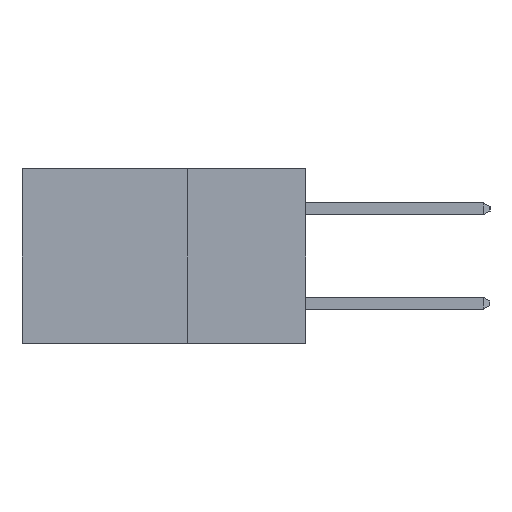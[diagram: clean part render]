
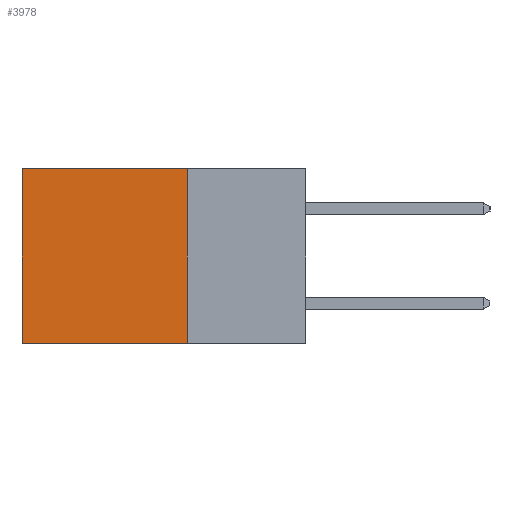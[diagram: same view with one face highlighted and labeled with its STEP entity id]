
A CAD part, left-side view. The second image highlights one B-rep face of the part: STEP entity #3978.
In plain terms, the highlighted planar face has unit normal (-1, 0, 0).
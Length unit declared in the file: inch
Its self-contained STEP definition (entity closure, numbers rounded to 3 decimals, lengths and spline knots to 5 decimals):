
#821 = CARTESIAN_POINT ( 'NONE',  ( 0.2615, 0.25, -0.37 ) ) ;
#2082 = LINE ( 'NONE', #5713, #14192 ) ;
#2993 = VERTEX_POINT ( 'NONE', #12409 ) ;
#3110 = ORIENTED_EDGE ( 'NONE', *, *, #6486, .F. ) ;
#3146 = CARTESIAN_POINT ( 'NONE',  ( 0.2615, 0.25, 0. ) ) ;
#3345 = DIRECTION ( 'NONE',  ( 0., 0., -1. ) ) ;
#3571 = CARTESIAN_POINT ( 'NONE',  ( 0.2615, 0.25, -0.37 ) ) ;
#3897 = AXIS2_PLACEMENT_3D ( 'NONE', #3571, #21441, #3345 ) ;
#3978 = ADVANCED_FACE ( 'NONE', ( #19362 ), #14318, .F. ) ;
#5161 = VERTEX_POINT ( 'NONE', #3146 ) ;
#5679 = VECTOR ( 'NONE', #7968, 39.37008 ) ;
#5713 = CARTESIAN_POINT ( 'NONE',  ( 0.2615, 0.6, -0.37 ) ) ;
#5853 = VECTOR ( 'NONE', #11623, 39.37008 ) ;
#6199 = LINE ( 'NONE', #20676, #7090 ) ;
#6381 = LINE ( 'NONE', #821, #5679 ) ;
#6419 = EDGE_LOOP ( 'NONE', ( #11801, #3110, #20653, #18014 ) ) ;
#6486 = EDGE_CURVE ( 'NONE', #2993, #22850, #20355, .T. ) ;
#7090 = VECTOR ( 'NONE', #9936, 39.37008 ) ;
#7968 = DIRECTION ( 'NONE',  ( 0., 0., -1. ) ) ;
#9230 = DIRECTION ( 'NONE',  ( 0., 0., -1. ) ) ;
#9936 = DIRECTION ( 'NONE',  ( 0., 1., 0. ) ) ;
#10540 = EDGE_CURVE ( 'NONE', #5161, #19247, #6199, .T. ) ;
#10929 = EDGE_CURVE ( 'NONE', #19247, #22850, #2082, .T. ) ;
#11623 = DIRECTION ( 'NONE',  ( 0., 1., 0. ) ) ;
#11801 = ORIENTED_EDGE ( 'NONE', *, *, #10929, .T. ) ;
#12409 = CARTESIAN_POINT ( 'NONE',  ( 0.2615, 0.25, -0.37 ) ) ;
#12563 = CARTESIAN_POINT ( 'NONE',  ( 0.2615, 0.6, 0. ) ) ;
#14192 = VECTOR ( 'NONE', #9230, 39.37008 ) ;
#14318 = PLANE ( 'NONE',  #3897 ) ;
#17043 = CARTESIAN_POINT ( 'NONE',  ( 0.2615, 0.6, -0.37 ) ) ;
#17102 = CARTESIAN_POINT ( 'NONE',  ( 0.2615, 0.25, -0.37 ) ) ;
#17988 = EDGE_CURVE ( 'NONE', #5161, #2993, #6381, .T. ) ;
#18014 = ORIENTED_EDGE ( 'NONE', *, *, #10540, .T. ) ;
#19247 = VERTEX_POINT ( 'NONE', #12563 ) ;
#19362 = FACE_OUTER_BOUND ( 'NONE', #6419, .T. ) ;
#20355 = LINE ( 'NONE', #17102, #5853 ) ;
#20653 = ORIENTED_EDGE ( 'NONE', *, *, #17988, .F. ) ;
#20676 = CARTESIAN_POINT ( 'NONE',  ( 0.2615, 0.25, 0. ) ) ;
#21441 = DIRECTION ( 'NONE',  ( 1., 0., 0. ) ) ;
#22850 = VERTEX_POINT ( 'NONE', #17043 ) ;
